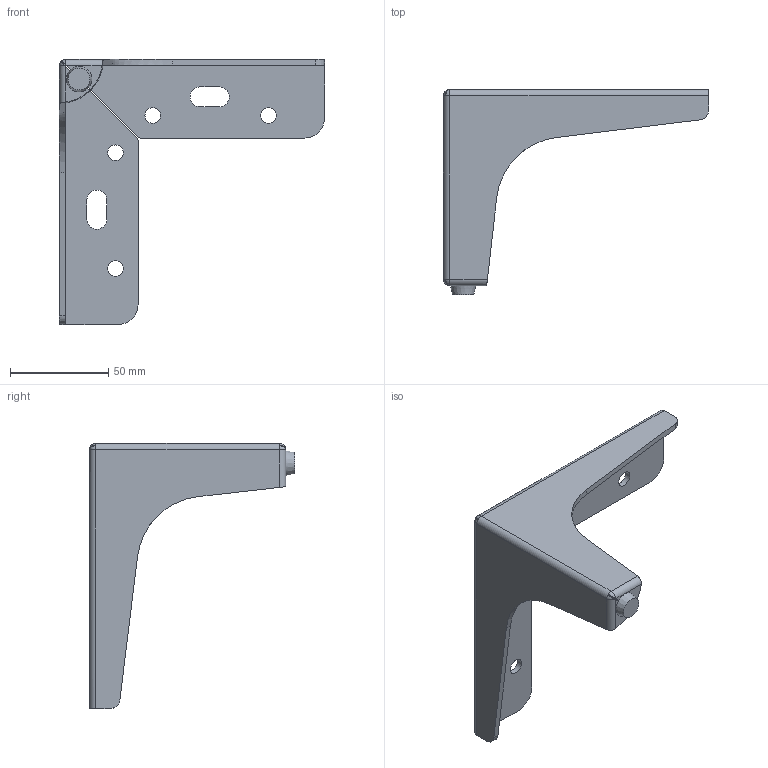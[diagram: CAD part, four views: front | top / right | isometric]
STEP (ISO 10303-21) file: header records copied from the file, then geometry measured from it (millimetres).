
FILE_DESCRIPTION(/* description */ (''),/* implementation_level */ '2;1');
FILE_NAME(/* name */ 'NM-STGY135-100-YY.stp',/* time_stamp */ '2023-10-24T10:58:21+02:00',/* author */ ('tomaszw'),/* organization */ (''),/* preprocessor_version */ 'ST-DEVELOPER v19.2',/* originating_system */ 'Autodesk Inventor 2023',/* authorisation */ '');
FILE_SCHEMA (('AUTOMOTIVE_DESIGN { 1 0 10303 214 3 1 1 }'));
Length unit declared in the file: millimetre
Products named in the file (1): NM-STGY135-100-01
Bounding box: 135 x 104.5 x 135 mm (x, y, z)
Volume: 53268.1 mm3; surface area: 38616.2 mm2
Topology: 2 solids, 2 shells, 71 faces, 187 edges, 120 vertices
Faces by surface type: plane 32, cylinder 26, cone 5, sphere 4, bspline 2, torus 2
Full cylindrical faces by diameter (mm): 8 x4
Entity records: 2480 total; most frequent: CARTESIAN_POINT 640, DIRECTION 379, ORIENTED_EDGE 374, EDGE_CURVE 187, AXIS2_PLACEMENT_3D 140, VERTEX_POINT 120, LINE 99, VECTOR 99
